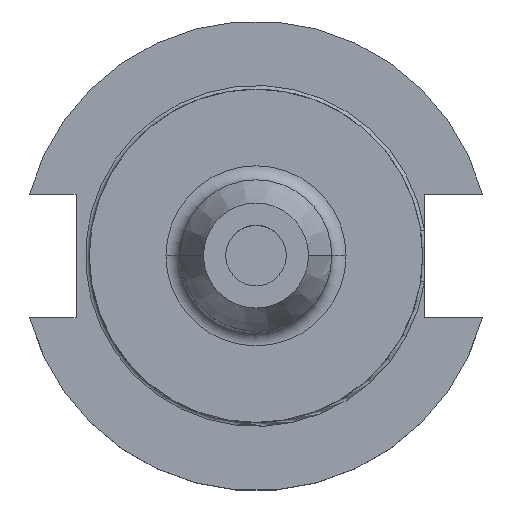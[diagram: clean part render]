
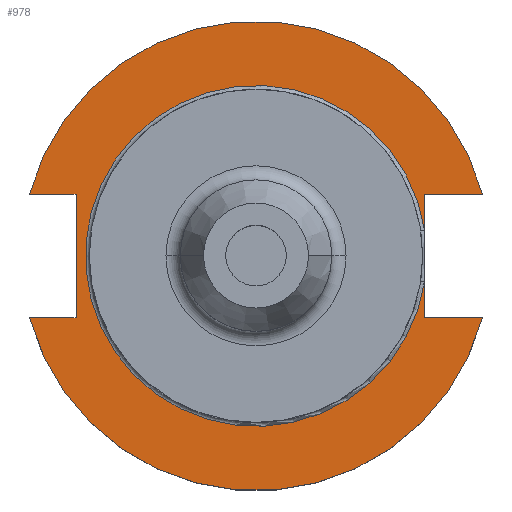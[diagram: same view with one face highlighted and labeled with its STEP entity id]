
A CAD part, top view. The second image highlights one B-rep face of the part: STEP entity #978.
In plain terms, the highlighted planar face has unit normal (0, 0, 1).
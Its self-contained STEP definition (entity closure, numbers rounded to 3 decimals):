
#7 = LINE ( 'NONE', #687, #697 ) ;
#23 = ORIENTED_EDGE ( 'NONE', *, *, #1279, .F. ) ;
#76 = CARTESIAN_POINT ( 'NONE',  ( 0., 0., 19.05 ) ) ;
#98 = EDGE_CURVE ( 'NONE', #226, #1161, #1508, .T. ) ;
#114 = DIRECTION ( 'NONE',  ( 0., 0., 1. ) ) ;
#130 = DIRECTION ( 'NONE',  ( 1., 0., 0. ) ) ;
#165 = ORIENTED_EDGE ( 'NONE', *, *, #271, .T. ) ;
#196 = ORIENTED_EDGE ( 'NONE', *, *, #98, .F. ) ;
#198 = CARTESIAN_POINT ( 'NONE',  ( 0., 49.212, 19.05 ) ) ;
#205 = PLANE ( 'NONE',  #729 ) ;
#226 = VERTEX_POINT ( 'NONE', #1742 ) ;
#232 = CARTESIAN_POINT ( 'NONE',  ( 0., 0., 19.05 ) ) ;
#248 = DIRECTION ( 'NONE',  ( 0., 0., -1. ) ) ;
#260 = CIRCLE ( 'NONE', #1669, 49.212 ) ;
#271 = EDGE_CURVE ( 'NONE', #1150, #1544, #1287, .T. ) ;
#296 = LINE ( 'NONE', #1622, #1743 ) ;
#306 = EDGE_CURVE ( 'NONE', #1431, #1161, #260, .T. ) ;
#329 = ORIENTED_EDGE ( 'NONE', *, *, #1566, .F. ) ;
#338 = EDGE_CURVE ( 'NONE', #1410, #1413, #537, .T. ) ;
#354 = CARTESIAN_POINT ( 'NONE',  ( 35.306, 12.954, 19.05 ) ) ;
#370 = CARTESIAN_POINT ( 'NONE',  ( -37.719, -12.954, 19.05 ) ) ;
#418 = VECTOR ( 'NONE', #889, 1000. ) ;
#419 = CARTESIAN_POINT ( 'NONE',  ( 35.306, -12.954, 19.05 ) ) ;
#492 = DIRECTION ( 'NONE',  ( -1., 0., 0. ) ) ;
#537 = LINE ( 'NONE', #354, #1191 ) ;
#553 = CARTESIAN_POINT ( 'NONE',  ( 47.477, -12.954, 19.05 ) ) ;
#662 = CARTESIAN_POINT ( 'NONE',  ( -47.477, 12.954, 19.05 ) ) ;
#687 = CARTESIAN_POINT ( 'NONE',  ( -37.719, 12.954, 19.05 ) ) ;
#697 = VECTOR ( 'NONE', #810, 1000. ) ;
#722 = DIRECTION ( 'NONE',  ( 1., 0., 0. ) ) ;
#729 = AXIS2_PLACEMENT_3D ( 'NONE', #198, #925, #1186 ) ;
#758 = VERTEX_POINT ( 'NONE', #1257 ) ;
#792 = DIRECTION ( 'NONE',  ( 0., -1., 0. ) ) ;
#804 = ORIENTED_EDGE ( 'NONE', *, *, #338, .F. ) ;
#810 = DIRECTION ( 'NONE',  ( 0., 1., 0. ) ) ;
#846 = EDGE_CURVE ( 'NONE', #758, #1544, #913, .T. ) ;
#850 = ORIENTED_EDGE ( 'NONE', *, *, #306, .T. ) ;
#856 = LINE ( 'NONE', #1339, #1045 ) ;
#874 = VECTOR ( 'NONE', #722, 1000. ) ;
#887 = CIRCLE ( 'NONE', #1139, 35.725 ) ;
#889 = DIRECTION ( 'NONE',  ( -1., 0., 0. ) ) ;
#900 = VERTEX_POINT ( 'NONE', #1406 ) ;
#912 = CARTESIAN_POINT ( 'NONE',  ( 47.477, 12.954, 19.05 ) ) ;
#913 = LINE ( 'NONE', #419, #874 ) ;
#925 = DIRECTION ( 'NONE',  ( 0., 0., 1. ) ) ;
#978 = ADVANCED_FACE ( 'NONE', ( #1020 ), #205, .T. ) ;
#1020 = FACE_OUTER_BOUND ( 'NONE', #1465, .T. ) ;
#1045 = VECTOR ( 'NONE', #492, 1000. ) ;
#1055 = CARTESIAN_POINT ( 'NONE',  ( 35.306, 5.455, 19.05 ) ) ;
#1083 = DIRECTION ( 'NONE',  ( 1., 0., 0. ) ) ;
#1100 = DIRECTION ( 'NONE',  ( 0., -1., 0. ) ) ;
#1139 = AXIS2_PLACEMENT_3D ( 'NONE', #232, #248, #1083 ) ;
#1150 = VERTEX_POINT ( 'NONE', #1774 ) ;
#1161 = VERTEX_POINT ( 'NONE', #662 ) ;
#1169 = DIRECTION ( 'NONE',  ( 1., 0., 0. ) ) ;
#1174 = CARTESIAN_POINT ( 'NONE',  ( 35.306, 12.954, 19.05 ) ) ;
#1186 = DIRECTION ( 'NONE',  ( 1., 0., 0. ) ) ;
#1191 = VECTOR ( 'NONE', #1100, 1000. ) ;
#1257 = CARTESIAN_POINT ( 'NONE',  ( 35.306, -12.954, 19.05 ) ) ;
#1279 = EDGE_CURVE ( 'NONE', #1431, #1410, #856, .T. ) ;
#1287 = CIRCLE ( 'NONE', #1473, 49.212 ) ;
#1313 = EDGE_CURVE ( 'NONE', #900, #758, #1459, .T. ) ;
#1339 = CARTESIAN_POINT ( 'NONE',  ( 35.306, 12.954, 19.05 ) ) ;
#1343 = EDGE_CURVE ( 'NONE', #1150, #1679, #296, .T. ) ;
#1364 = ORIENTED_EDGE ( 'NONE', *, *, #1701, .T. ) ;
#1366 = ORIENTED_EDGE ( 'NONE', *, *, #846, .F. ) ;
#1406 = CARTESIAN_POINT ( 'NONE',  ( 35.306, -5.455, 19.05 ) ) ;
#1410 = VERTEX_POINT ( 'NONE', #1174 ) ;
#1413 = VERTEX_POINT ( 'NONE', #1055 ) ;
#1431 = VERTEX_POINT ( 'NONE', #912 ) ;
#1459 = LINE ( 'NONE', #1760, #1789 ) ;
#1465 = EDGE_LOOP ( 'NONE', ( #1782, #1364, #804, #23, #850, #196, #329, #1561, #165, #1366 ) ) ;
#1473 = AXIS2_PLACEMENT_3D ( 'NONE', #1656, #1636, #1627 ) ;
#1508 = LINE ( 'NONE', #1716, #418 ) ;
#1544 = VERTEX_POINT ( 'NONE', #553 ) ;
#1561 = ORIENTED_EDGE ( 'NONE', *, *, #1343, .F. ) ;
#1566 = EDGE_CURVE ( 'NONE', #1679, #226, #7, .T. ) ;
#1622 = CARTESIAN_POINT ( 'NONE',  ( -63.719, -12.954, 19.05 ) ) ;
#1627 = DIRECTION ( 'NONE',  ( 1., 0., 0. ) ) ;
#1636 = DIRECTION ( 'NONE',  ( 0., 0., 1. ) ) ;
#1656 = CARTESIAN_POINT ( 'NONE',  ( 0., 0., 19.05 ) ) ;
#1669 = AXIS2_PLACEMENT_3D ( 'NONE', #76, #114, #130 ) ;
#1679 = VERTEX_POINT ( 'NONE', #370 ) ;
#1701 = EDGE_CURVE ( 'NONE', #900, #1413, #887, .T. ) ;
#1716 = CARTESIAN_POINT ( 'NONE',  ( -63.719, 12.954, 19.05 ) ) ;
#1742 = CARTESIAN_POINT ( 'NONE',  ( -37.719, 12.954, 19.05 ) ) ;
#1743 = VECTOR ( 'NONE', #1169, 1000. ) ;
#1760 = CARTESIAN_POINT ( 'NONE',  ( 35.306, 12.954, 19.05 ) ) ;
#1774 = CARTESIAN_POINT ( 'NONE',  ( -47.477, -12.954, 19.05 ) ) ;
#1782 = ORIENTED_EDGE ( 'NONE', *, *, #1313, .F. ) ;
#1789 = VECTOR ( 'NONE', #792, 1000. ) ;
